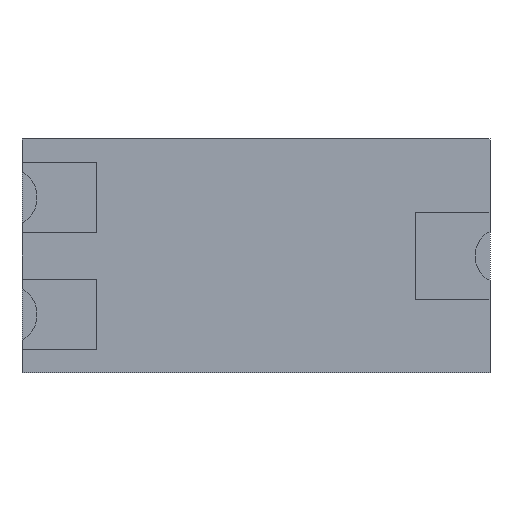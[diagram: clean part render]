
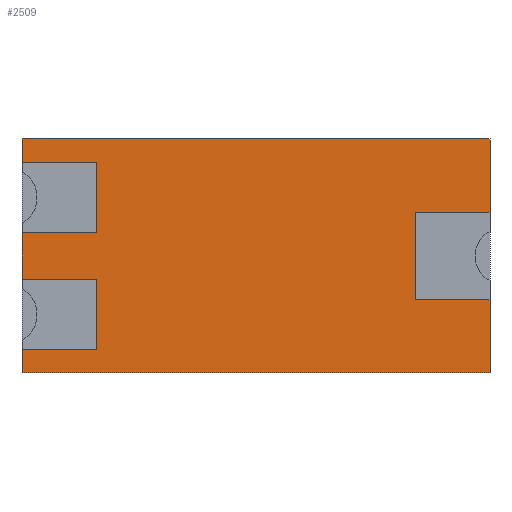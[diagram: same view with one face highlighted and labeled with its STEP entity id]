
A CAD part, front view. The second image highlights one B-rep face of the part: STEP entity #2509.
In plain terms, the highlighted planar face has unit normal (0, -1, 0).
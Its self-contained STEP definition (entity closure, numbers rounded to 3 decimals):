
#20 = CARTESIAN_POINT ( 'NONE',  ( -2., 0., 1. ) ) ;
#41 = EDGE_CURVE ( 'NONE', #803, #2290, #2872, .T. ) ;
#60 = CARTESIAN_POINT ( 'NONE',  ( 0., 0., 0.375 ) ) ;
#134 = ORIENTED_EDGE ( 'NONE', *, *, #150, .T. ) ;
#150 = EDGE_CURVE ( 'NONE', #3718, #3111, #2258, .T. ) ;
#174 = VERTEX_POINT ( 'NONE', #800 ) ;
#184 = ORIENTED_EDGE ( 'NONE', *, *, #2877, .F. ) ;
#205 = ORIENTED_EDGE ( 'NONE', *, *, #1130, .F. ) ;
#278 = CARTESIAN_POINT ( 'NONE',  ( 1.364, 0., 0. ) ) ;
#308 = CARTESIAN_POINT ( 'NONE',  ( -1.363, 0., 0. ) ) ;
#347 = VERTEX_POINT ( 'NONE', #1738 ) ;
#358 = ORIENTED_EDGE ( 'NONE', *, *, #4225, .F. ) ;
#367 = EDGE_CURVE ( 'NONE', #1825, #803, #3138, .T. ) ;
#404 = ORIENTED_EDGE ( 'NONE', *, *, #4332, .T. ) ;
#433 = VERTEX_POINT ( 'NONE', #2505 ) ;
#441 = DIRECTION ( 'NONE',  ( 1., 0., 0. ) ) ;
#489 = VECTOR ( 'NONE', #4234, 1000. ) ;
#571 = VERTEX_POINT ( 'NONE', #2929 ) ;
#619 = CARTESIAN_POINT ( 'NONE',  ( 1.364, 0., -0.375 ) ) ;
#628 = CARTESIAN_POINT ( 'NONE',  ( 0., 0., -0.375 ) ) ;
#681 = CARTESIAN_POINT ( 'NONE',  ( 0., 0., 0. ) ) ;
#688 = EDGE_CURVE ( 'NONE', #347, #571, #3798, .T. ) ;
#720 = CARTESIAN_POINT ( 'NONE',  ( -2., 0., 1. ) ) ;
#725 = VECTOR ( 'NONE', #3321, 1000. ) ;
#791 = FACE_OUTER_BOUND ( 'NONE', #3924, .T. ) ;
#800 = CARTESIAN_POINT ( 'NONE',  ( -2., 0., -0.8 ) ) ;
#803 = VERTEX_POINT ( 'NONE', #1737 ) ;
#869 = EDGE_CURVE ( 'NONE', #174, #2627, #2383, .T. ) ;
#920 = ORIENTED_EDGE ( 'NONE', *, *, #367, .F. ) ;
#960 = CARTESIAN_POINT ( 'NONE',  ( 0., 0., 0.2 ) ) ;
#1072 = ORIENTED_EDGE ( 'NONE', *, *, #1816, .F. ) ;
#1126 = EDGE_CURVE ( 'NONE', #3994, #1820, #4005, .T. ) ;
#1130 = EDGE_CURVE ( 'NONE', #571, #1634, #1354, .T. ) ;
#1135 = VECTOR ( 'NONE', #1515, 1000. ) ;
#1205 = DIRECTION ( 'NONE',  ( 1., 0., 0. ) ) ;
#1304 = DIRECTION ( 'NONE',  ( 1., 0., 0. ) ) ;
#1347 = DIRECTION ( 'NONE',  ( 0., 0., -1. ) ) ;
#1354 = LINE ( 'NONE', #960, #2122 ) ;
#1378 = CARTESIAN_POINT ( 'NONE',  ( 2., 0., 1. ) ) ;
#1394 = CARTESIAN_POINT ( 'NONE',  ( -2., 0., 1. ) ) ;
#1395 = EDGE_CURVE ( 'NONE', #3994, #3477, #3679, .T. ) ;
#1466 = CARTESIAN_POINT ( 'NONE',  ( -1.363, 0., -0.8 ) ) ;
#1475 = CARTESIAN_POINT ( 'NONE',  ( -2., 0., 0.8 ) ) ;
#1497 = LINE ( 'NONE', #1378, #4052 ) ;
#1515 = DIRECTION ( 'NONE',  ( 0., 0., -1. ) ) ;
#1524 = ORIENTED_EDGE ( 'NONE', *, *, #688, .F. ) ;
#1581 = CARTESIAN_POINT ( 'NONE',  ( 2., 0., 0.375 ) ) ;
#1606 = LINE ( 'NONE', #308, #725 ) ;
#1623 = ORIENTED_EDGE ( 'NONE', *, *, #41, .F. ) ;
#1634 = VERTEX_POINT ( 'NONE', #3579 ) ;
#1661 = CARTESIAN_POINT ( 'NONE',  ( -1.363, 0., 0.8 ) ) ;
#1705 = CARTESIAN_POINT ( 'NONE',  ( -2., 0., 1. ) ) ;
#1709 = DIRECTION ( 'NONE',  ( 0., 0., -1. ) ) ;
#1713 = EDGE_CURVE ( 'NONE', #347, #2177, #3328, .T. ) ;
#1737 = CARTESIAN_POINT ( 'NONE',  ( 2., 0., 1. ) ) ;
#1738 = CARTESIAN_POINT ( 'NONE',  ( -2., 0., -0.2 ) ) ;
#1741 = AXIS2_PLACEMENT_3D ( 'NONE', #681, #3347, #1347 ) ;
#1754 = DIRECTION ( 'NONE',  ( 0., 0., -1. ) ) ;
#1802 = LINE ( 'NONE', #1394, #2681 ) ;
#1816 = EDGE_CURVE ( 'NONE', #1820, #2452, #1497, .T. ) ;
#1820 = VERTEX_POINT ( 'NONE', #2038 ) ;
#1825 = VERTEX_POINT ( 'NONE', #20 ) ;
#1892 = CARTESIAN_POINT ( 'NONE',  ( -2., 0., 1. ) ) ;
#1907 = LINE ( 'NONE', #2282, #2787 ) ;
#1966 = DIRECTION ( 'NONE',  ( 0., 0., 1. ) ) ;
#1987 = CARTESIAN_POINT ( 'NONE',  ( 0., 0., -0.2 ) ) ;
#2010 = LINE ( 'NONE', #4078, #2868 ) ;
#2028 = VECTOR ( 'NONE', #3380, 1000. ) ;
#2038 = CARTESIAN_POINT ( 'NONE',  ( 2., 0., -0.375 ) ) ;
#2082 = LINE ( 'NONE', #60, #3842 ) ;
#2087 = CARTESIAN_POINT ( 'NONE',  ( -1.363, 0., -0.2 ) ) ;
#2122 = VECTOR ( 'NONE', #1304, 1000. ) ;
#2177 = VERTEX_POINT ( 'NONE', #2087 ) ;
#2212 = VECTOR ( 'NONE', #2270, 1000. ) ;
#2258 = LINE ( 'NONE', #3528, #4049 ) ;
#2260 = CARTESIAN_POINT ( 'NONE',  ( 1.364, 0., 0.375 ) ) ;
#2270 = DIRECTION ( 'NONE',  ( 1., 0., 0. ) ) ;
#2282 = CARTESIAN_POINT ( 'NONE',  ( -2., 0., -1. ) ) ;
#2290 = VERTEX_POINT ( 'NONE', #1581 ) ;
#2300 = DIRECTION ( 'NONE',  ( 1., 0., 0. ) ) ;
#2377 = LINE ( 'NONE', #1892, #3269 ) ;
#2383 = LINE ( 'NONE', #2765, #2944 ) ;
#2452 = VERTEX_POINT ( 'NONE', #3630 ) ;
#2505 = CARTESIAN_POINT ( 'NONE',  ( -2., 0., -1. ) ) ;
#2509 = ADVANCED_FACE ( 'NONE', ( #791 ), #4330, .T. ) ;
#2599 = ORIENTED_EDGE ( 'NONE', *, *, #869, .F. ) ;
#2627 = VERTEX_POINT ( 'NONE', #1466 ) ;
#2681 = VECTOR ( 'NONE', #3385, 1000. ) ;
#2719 = DIRECTION ( 'NONE',  ( 1., 0., 0. ) ) ;
#2765 = CARTESIAN_POINT ( 'NONE',  ( 0., 0., -0.8 ) ) ;
#2775 = VECTOR ( 'NONE', #1966, 1000. ) ;
#2787 = VECTOR ( 'NONE', #4297, 1000. ) ;
#2868 = VECTOR ( 'NONE', #1754, 1000. ) ;
#2872 = LINE ( 'NONE', #3154, #1135 ) ;
#2877 = EDGE_CURVE ( 'NONE', #3718, #1825, #2377, .T. ) ;
#2918 = ORIENTED_EDGE ( 'NONE', *, *, #1395, .T. ) ;
#2929 = CARTESIAN_POINT ( 'NONE',  ( -2., 0., 0.2 ) ) ;
#2944 = VECTOR ( 'NONE', #441, 1000. ) ;
#3006 = EDGE_CURVE ( 'NONE', #2452, #433, #1907, .T. ) ;
#3111 = VERTEX_POINT ( 'NONE', #1661 ) ;
#3115 = EDGE_CURVE ( 'NONE', #2177, #2627, #1606, .T. ) ;
#3128 = ORIENTED_EDGE ( 'NONE', *, *, #3006, .F. ) ;
#3138 = LINE ( 'NONE', #1705, #489 ) ;
#3154 = CARTESIAN_POINT ( 'NONE',  ( 2., 0., 1. ) ) ;
#3200 = VECTOR ( 'NONE', #2300, 1000. ) ;
#3215 = DIRECTION ( 'NONE',  ( 0., 0., 1. ) ) ;
#3269 = VECTOR ( 'NONE', #3215, 1000. ) ;
#3321 = DIRECTION ( 'NONE',  ( 0., 0., -1. ) ) ;
#3328 = LINE ( 'NONE', #1987, #3200 ) ;
#3347 = DIRECTION ( 'NONE',  ( 0., -1., 0. ) ) ;
#3380 = DIRECTION ( 'NONE',  ( 0., 0., 1. ) ) ;
#3385 = DIRECTION ( 'NONE',  ( 0., 0., 1. ) ) ;
#3477 = VERTEX_POINT ( 'NONE', #2260 ) ;
#3528 = CARTESIAN_POINT ( 'NONE',  ( 0., 0., 0.8 ) ) ;
#3579 = CARTESIAN_POINT ( 'NONE',  ( -1.363, 0., 0.2 ) ) ;
#3608 = EDGE_CURVE ( 'NONE', #3477, #2290, #2082, .T. ) ;
#3630 = CARTESIAN_POINT ( 'NONE',  ( 2., 0., -1. ) ) ;
#3679 = LINE ( 'NONE', #278, #2775 ) ;
#3718 = VERTEX_POINT ( 'NONE', #1475 ) ;
#3730 = ORIENTED_EDGE ( 'NONE', *, *, #3608, .T. ) ;
#3780 = ORIENTED_EDGE ( 'NONE', *, *, #3115, .T. ) ;
#3798 = LINE ( 'NONE', #720, #2028 ) ;
#3842 = VECTOR ( 'NONE', #2719, 1000. ) ;
#3897 = ORIENTED_EDGE ( 'NONE', *, *, #1126, .F. ) ;
#3924 = EDGE_LOOP ( 'NONE', ( #3897, #2918, #3730, #1623, #920, #184, #134, #404, #205, #1524, #4321, #3780, #2599, #358, #3128, #1072 ) ) ;
#3994 = VERTEX_POINT ( 'NONE', #619 ) ;
#4005 = LINE ( 'NONE', #628, #2212 ) ;
#4049 = VECTOR ( 'NONE', #1205, 1000. ) ;
#4052 = VECTOR ( 'NONE', #1709, 1000. ) ;
#4078 = CARTESIAN_POINT ( 'NONE',  ( -1.363, 0., 0. ) ) ;
#4225 = EDGE_CURVE ( 'NONE', #433, #174, #1802, .T. ) ;
#4234 = DIRECTION ( 'NONE',  ( 1., 0., 0. ) ) ;
#4297 = DIRECTION ( 'NONE',  ( -1., 0., 0. ) ) ;
#4321 = ORIENTED_EDGE ( 'NONE', *, *, #1713, .T. ) ;
#4330 = PLANE ( 'NONE',  #1741 ) ;
#4332 = EDGE_CURVE ( 'NONE', #3111, #1634, #2010, .T. ) ;
